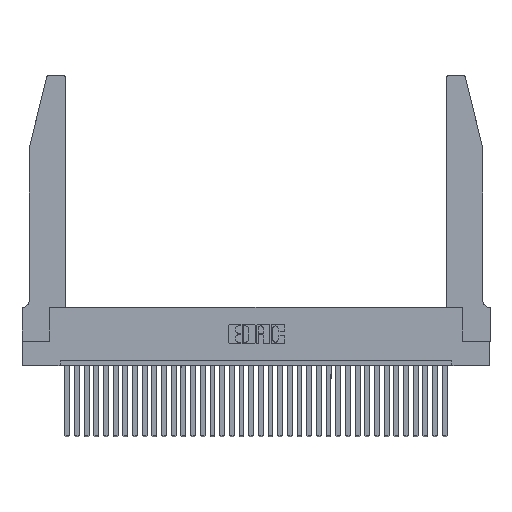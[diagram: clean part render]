
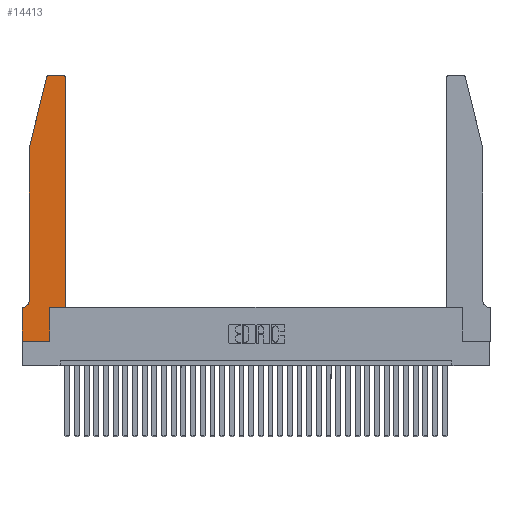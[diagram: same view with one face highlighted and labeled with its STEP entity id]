
A CAD part, top view. The second image highlights one B-rep face of the part: STEP entity #14413.
In plain terms, the highlighted planar face has unit normal (0, 0, 1).
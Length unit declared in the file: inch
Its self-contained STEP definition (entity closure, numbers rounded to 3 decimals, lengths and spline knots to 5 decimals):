
#344 = CARTESIAN_POINT ( 'NONE',  ( 0.0755, 2., 0.37 ) ) ;
#431 = VERTEX_POINT ( 'NONE', #18788 ) ;
#470 = VERTEX_POINT ( 'NONE', #26836 ) ;
#604 = ORIENTED_EDGE ( 'NONE', *, *, #34586, .T. ) ;
#813 = EDGE_CURVE ( 'NONE', #29463, #16526, #13413, .T. ) ;
#932 = EDGE_CURVE ( 'NONE', #470, #25867, #8282, .T. ) ;
#1225 = LINE ( 'NONE', #1338, #22710 ) ;
#1260 = CARTESIAN_POINT ( 'NONE',  ( 0.4505, 0.35, 0.37 ) ) ;
#1338 = CARTESIAN_POINT ( 'NONE',  ( 0.4505, 0.35, 0.37 ) ) ;
#1454 = DIRECTION ( 'NONE',  ( 0., 0., 1. ) ) ;
#1577 = DIRECTION ( 'NONE',  ( 1., 0., 0. ) ) ;
#1862 = LINE ( 'NONE', #6406, #20822 ) ;
#2258 = DIRECTION ( 'NONE',  ( 0., 0., 1. ) ) ;
#2603 = CARTESIAN_POINT ( 'NONE',  ( 0.25487, 2.72718, 0.37 ) ) ;
#2723 = VERTEX_POINT ( 'NONE', #29295 ) ;
#3840 = LINE ( 'NONE', #15510, #5881 ) ;
#3901 = CARTESIAN_POINT ( 'NONE',  ( 0.284, 2.72, 0.37 ) ) ;
#4484 = DIRECTION ( 'NONE',  ( -1., 0., 0. ) ) ;
#4595 = EDGE_CURVE ( 'NONE', #20330, #29463, #3840, .T. ) ;
#4797 = CARTESIAN_POINT ( 'NONE',  ( 0.0055, 0.35, 0.37 ) ) ;
#5363 = CARTESIAN_POINT ( 'NONE',  ( 0.4205, 2.75, 0.37 ) ) ;
#5549 = EDGE_CURVE ( 'NONE', #33668, #14192, #32928, .T. ) ;
#5881 = VECTOR ( 'NONE', #29362, 39.37008 ) ;
#6210 = ORIENTED_EDGE ( 'NONE', *, *, #16190, .T. ) ;
#6406 = CARTESIAN_POINT ( 'NONE',  ( 0.0755, 0.35, 0.37 ) ) ;
#6465 = DIRECTION ( 'NONE',  ( 1., 0., 0. ) ) ;
#6476 = CIRCLE ( 'NONE', #24735, 0.03 ) ;
#7361 = EDGE_CURVE ( 'NONE', #431, #27023, #11335, .T. ) ;
#7631 = DIRECTION ( 'NONE',  ( 1., 0., 0. ) ) ;
#7638 = DIRECTION ( 'NONE',  ( 0., -1., 0. ) ) ;
#8282 = LINE ( 'NONE', #28207, #26074 ) ;
#8759 = ORIENTED_EDGE ( 'NONE', *, *, #4595, .T. ) ;
#9836 = ORIENTED_EDGE ( 'NONE', *, *, #30908, .T. ) ;
#10532 = ORIENTED_EDGE ( 'NONE', *, *, #28238, .T. ) ;
#11335 = CIRCLE ( 'NONE', #15763, 0.03 ) ;
#11926 = DIRECTION ( 'NONE',  ( 1., 0., 0. ) ) ;
#12543 = DIRECTION ( 'NONE',  ( 0., 0., -1. ) ) ;
#12683 = ORIENTED_EDGE ( 'NONE', *, *, #23957, .T. ) ;
#12716 = CARTESIAN_POINT ( 'NONE',  ( 0., 0.35, 0.37 ) ) ;
#12866 = CARTESIAN_POINT ( 'NONE',  ( 0.2865, 0.35, 0.37 ) ) ;
#13244 = EDGE_CURVE ( 'NONE', #16526, #20257, #25223, .T. ) ;
#13413 = LINE ( 'NONE', #344, #25205 ) ;
#13605 = LINE ( 'NONE', #31268, #19908 ) ;
#13913 = ORIENTED_EDGE ( 'NONE', *, *, #13244, .T. ) ;
#14021 = DIRECTION ( 'NONE',  ( -1., 0., 0. ) ) ;
#14156 = CARTESIAN_POINT ( 'NONE',  ( 0.0755, 0.42, 0.37 ) ) ;
#14192 = VERTEX_POINT ( 'NONE', #34589 ) ;
#14413 = ADVANCED_FACE ( 'NONE', ( #30654 ), #31859, .T. ) ;
#14843 = DIRECTION ( 'NONE',  ( 0., 1., 0. ) ) ;
#14870 = ORIENTED_EDGE ( 'NONE', *, *, #5549, .T. ) ;
#15510 = CARTESIAN_POINT ( 'NONE',  ( 0.0755, 2., 0.37 ) ) ;
#15763 = AXIS2_PLACEMENT_3D ( 'NONE', #33796, #1454, #1577 ) ;
#16190 = EDGE_CURVE ( 'NONE', #20257, #33668, #1862, .T. ) ;
#16526 = VERTEX_POINT ( 'NONE', #14156 ) ;
#16591 = DIRECTION ( 'NONE',  ( 0., -1., 0. ) ) ;
#17317 = CARTESIAN_POINT ( 'NONE',  ( 0., 0., 0.37 ) ) ;
#18788 = CARTESIAN_POINT ( 'NONE',  ( 0.4505, 2.72, 0.37 ) ) ;
#19445 = EDGE_CURVE ( 'NONE', #27768, #431, #13605, .T. ) ;
#19908 = VECTOR ( 'NONE', #25541, 39.37008 ) ;
#20257 = VERTEX_POINT ( 'NONE', #4797 ) ;
#20330 = VERTEX_POINT ( 'NONE', #2603 ) ;
#20822 = VECTOR ( 'NONE', #25332, 39.37008 ) ;
#21759 = ORIENTED_EDGE ( 'NONE', *, *, #19445, .T. ) ;
#22710 = VECTOR ( 'NONE', #11926, 39.37008 ) ;
#23214 = AXIS2_PLACEMENT_3D ( 'NONE', #34609, #2258, #7631 ) ;
#23719 = CARTESIAN_POINT ( 'NONE',  ( 0., 0., 0.37 ) ) ;
#23957 = EDGE_CURVE ( 'NONE', #2723, #20330, #6476, .T. ) ;
#24735 = AXIS2_PLACEMENT_3D ( 'NONE', #3901, #30631, #6465 ) ;
#24989 = CARTESIAN_POINT ( 'NONE',  ( 0.2605, 2.75, 0.37 ) ) ;
#25080 = LINE ( 'NONE', #17317, #28058 ) ;
#25205 = VECTOR ( 'NONE', #16591, 39.37008 ) ;
#25223 = CIRCLE ( 'NONE', #29373, 0.07 ) ;
#25332 = DIRECTION ( 'NONE',  ( -1., 0., 0. ) ) ;
#25541 = DIRECTION ( 'NONE',  ( 0., 1., 0. ) ) ;
#25733 = CARTESIAN_POINT ( 'NONE',  ( 0.0055, 0.42, 0.37 ) ) ;
#25734 = VECTOR ( 'NONE', #7638, 39.37008 ) ;
#25867 = VERTEX_POINT ( 'NONE', #12866 ) ;
#26074 = VECTOR ( 'NONE', #14843, 39.37008 ) ;
#26836 = CARTESIAN_POINT ( 'NONE',  ( 0.2865, 0., 0.37 ) ) ;
#27023 = VERTEX_POINT ( 'NONE', #5363 ) ;
#27116 = VECTOR ( 'NONE', #14021, 39.37008 ) ;
#27220 = ORIENTED_EDGE ( 'NONE', *, *, #932, .T. ) ;
#27768 = VERTEX_POINT ( 'NONE', #1260 ) ;
#27966 = EDGE_LOOP ( 'NONE', ( #10532, #12683, #8759, #31808, #13913, #6210, #14870, #604, #27220, #9836, #21759, #32921 ) ) ;
#28058 = VECTOR ( 'NONE', #30953, 39.37008 ) ;
#28207 = CARTESIAN_POINT ( 'NONE',  ( 0.2865, 0.35, 0.37 ) ) ;
#28238 = EDGE_CURVE ( 'NONE', #27023, #2723, #32175, .T. ) ;
#29295 = CARTESIAN_POINT ( 'NONE',  ( 0.284, 2.75, 0.37 ) ) ;
#29362 = DIRECTION ( 'NONE',  ( -0.239, -0.971, 0. ) ) ;
#29373 = AXIS2_PLACEMENT_3D ( 'NONE', #25733, #12543, #4484 ) ;
#29463 = VERTEX_POINT ( 'NONE', #29993 ) ;
#29993 = CARTESIAN_POINT ( 'NONE',  ( 0.0755, 2., 0.37 ) ) ;
#30631 = DIRECTION ( 'NONE',  ( 0., 0., 1. ) ) ;
#30654 = FACE_OUTER_BOUND ( 'NONE', #27966, .T. ) ;
#30908 = EDGE_CURVE ( 'NONE', #25867, #27768, #1225, .T. ) ;
#30953 = DIRECTION ( 'NONE',  ( 1., 0., 0. ) ) ;
#31268 = CARTESIAN_POINT ( 'NONE',  ( 0.4505, 0.35, 0.37 ) ) ;
#31808 = ORIENTED_EDGE ( 'NONE', *, *, #813, .T. ) ;
#31859 = PLANE ( 'NONE',  #23214 ) ;
#32175 = LINE ( 'NONE', #24989, #27116 ) ;
#32921 = ORIENTED_EDGE ( 'NONE', *, *, #7361, .T. ) ;
#32928 = LINE ( 'NONE', #23719, #25734 ) ;
#33668 = VERTEX_POINT ( 'NONE', #12716 ) ;
#33796 = CARTESIAN_POINT ( 'NONE',  ( 0.4205, 2.72, 0.37 ) ) ;
#34586 = EDGE_CURVE ( 'NONE', #14192, #470, #25080, .T. ) ;
#34589 = CARTESIAN_POINT ( 'NONE',  ( 0., 0., 0.37 ) ) ;
#34609 = CARTESIAN_POINT ( 'NONE',  ( 0., 0.35, 0.37 ) ) ;
